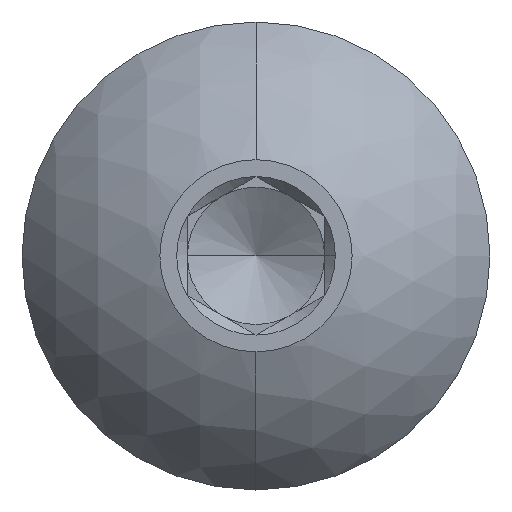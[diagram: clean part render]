
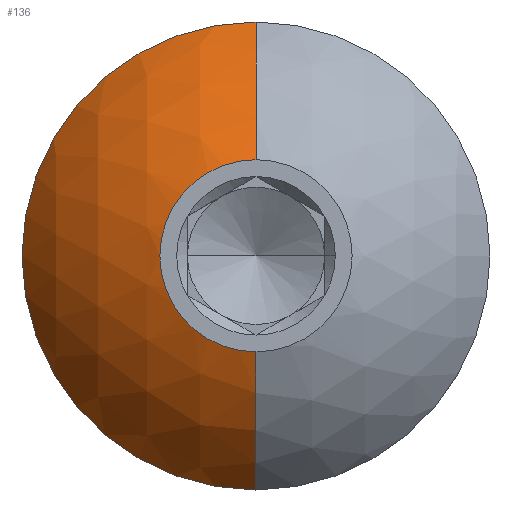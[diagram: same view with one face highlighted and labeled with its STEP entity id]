
A CAD part, top view. The second image highlights one B-rep face of the part: STEP entity #136.
In plain terms, the highlighted spherical face has radius 3.169 mm.
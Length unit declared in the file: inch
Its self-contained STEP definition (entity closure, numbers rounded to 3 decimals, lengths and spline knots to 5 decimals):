
#4 = ORIENTED_EDGE ( 'NONE', *, *, #320, .F. ) ;
#17 = VERTEX_POINT ( 'NONE', #760 ) ;
#25 = AXIS2_PLACEMENT_3D ( 'NONE', #729, #888, #186 ) ;
#56 = DIRECTION ( 'NONE',  ( 1., 0., 0. ) ) ;
#65 = EDGE_CURVE ( 'NONE', #350, #826, #69, .T. ) ;
#69 = CIRCLE ( 'NONE', #737, 0.1065 ) ;
#75 = DIRECTION ( 'NONE',  ( 1., 0., 0. ) ) ;
#115 = CIRCLE ( 'NONE', #885, 0.04375 ) ;
#136 = ADVANCED_FACE ( 'NONE', ( #349 ), #702, .T. ) ;
#140 = DIRECTION ( 'NONE',  ( 0., 1., 0. ) ) ;
#154 = DIRECTION ( 'NONE',  ( -1., 0., 0. ) ) ;
#157 = CARTESIAN_POINT ( 'NONE',  ( -0.1065, 0., 0.25889 ) ) ;
#181 = DIRECTION ( 'NONE',  ( 1., 0., 0. ) ) ;
#186 = DIRECTION ( 'NONE',  ( 0., 0., -1. ) ) ;
#195 = EDGE_CURVE ( 'NONE', #17, #199, #115, .T. ) ;
#198 = DIRECTION ( 'NONE',  ( 0., 0., 1. ) ) ;
#199 = VERTEX_POINT ( 'NONE', #717 ) ;
#206 = CIRCLE ( 'NONE', #554, 0.1065 ) ;
#207 = CARTESIAN_POINT ( 'NONE',  ( 0., -0.1065, 0.25889 ) ) ;
#210 = ORIENTED_EDGE ( 'NONE', *, *, #65, .T. ) ;
#245 = DIRECTION ( 'NONE',  ( 0., -1., 0. ) ) ;
#266 = CARTESIAN_POINT ( 'NONE',  ( 0., 0., 0.25889 ) ) ;
#320 = EDGE_CURVE ( 'NONE', #350, #17, #827, .T. ) ;
#349 = FACE_OUTER_BOUND ( 'NONE', #836, .T. ) ;
#350 = VERTEX_POINT ( 'NONE', #400 ) ;
#372 = ORIENTED_EDGE ( 'NONE', *, *, #195, .F. ) ;
#400 = CARTESIAN_POINT ( 'NONE',  ( 0., 0.1065, 0.25889 ) ) ;
#422 = CARTESIAN_POINT ( 'NONE',  ( 0., 0., 0.31075 ) ) ;
#510 = EDGE_CURVE ( 'NONE', #731, #199, #537, .T. ) ;
#537 = CIRCLE ( 'NONE', #767, 0.12476 ) ;
#554 = AXIS2_PLACEMENT_3D ( 'NONE', #266, #912, #56 ) ;
#559 = CARTESIAN_POINT ( 'NONE',  ( 0., 0., 0.19392 ) ) ;
#594 = EDGE_CURVE ( 'NONE', #826, #731, #206, .T. ) ;
#604 = DIRECTION ( 'NONE',  ( -1., 0., 0. ) ) ;
#702 = SPHERICAL_SURFACE ( 'NONE', #839, 0.12476 ) ;
#712 = DIRECTION ( 'NONE',  ( 0., 0., 1. ) ) ;
#717 = CARTESIAN_POINT ( 'NONE',  ( 0., -0.04375, 0.31075 ) ) ;
#729 = CARTESIAN_POINT ( 'NONE',  ( 0., 0., 0.19392 ) ) ;
#731 = VERTEX_POINT ( 'NONE', #207 ) ;
#737 = AXIS2_PLACEMENT_3D ( 'NONE', #833, #198, #181 ) ;
#760 = CARTESIAN_POINT ( 'NONE',  ( 0., 0.04375, 0.31075 ) ) ;
#767 = AXIS2_PLACEMENT_3D ( 'NONE', #882, #604, #245 ) ;
#826 = VERTEX_POINT ( 'NONE', #157 ) ;
#827 = CIRCLE ( 'NONE', #25, 0.12476 ) ;
#833 = CARTESIAN_POINT ( 'NONE',  ( 0., 0., 0.25889 ) ) ;
#836 = EDGE_LOOP ( 'NONE', ( #210, #900, #896, #372, #4 ) ) ;
#839 = AXIS2_PLACEMENT_3D ( 'NONE', #559, #154, #140 ) ;
#882 = CARTESIAN_POINT ( 'NONE',  ( 0., 0., 0.19392 ) ) ;
#885 = AXIS2_PLACEMENT_3D ( 'NONE', #422, #712, #75 ) ;
#888 = DIRECTION ( 'NONE',  ( 1., 0., 0. ) ) ;
#896 = ORIENTED_EDGE ( 'NONE', *, *, #510, .T. ) ;
#900 = ORIENTED_EDGE ( 'NONE', *, *, #594, .T. ) ;
#912 = DIRECTION ( 'NONE',  ( 0., 0., 1. ) ) ;
